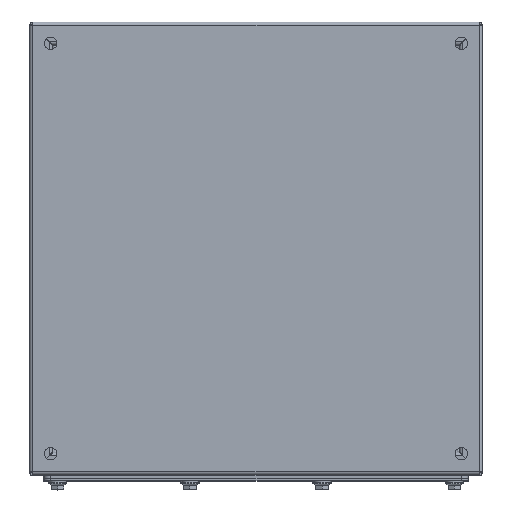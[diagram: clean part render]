
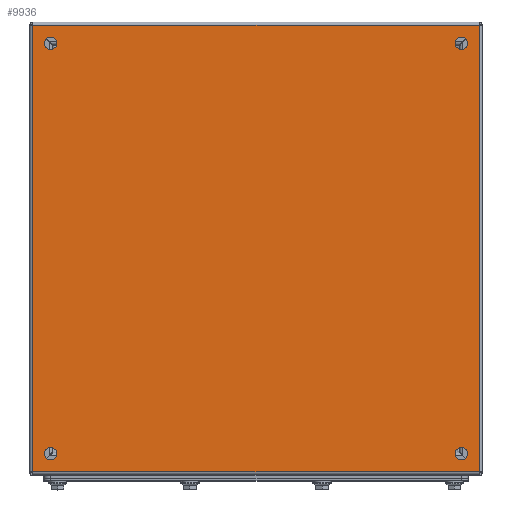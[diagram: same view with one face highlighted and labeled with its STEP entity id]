
A CAD part, top view. The second image highlights one B-rep face of the part: STEP entity #9936.
In plain terms, the highlighted planar face has unit normal (0, 0, 1).
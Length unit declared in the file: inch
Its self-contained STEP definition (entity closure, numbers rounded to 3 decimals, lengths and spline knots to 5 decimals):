
#259 = EDGE_CURVE ( 'NONE', #40410, #66569, #6633, .T. ) ;
#1110 = CARTESIAN_POINT ( 'NONE',  ( 18.90625, 0.625, 6.9175 ) ) ;
#1137 = EDGE_CURVE ( 'NONE', #95218, #95218, #68034, .T. ) ;
#2348 = FACE_BOUND ( 'NONE', #35214, .T. ) ;
#3353 = DIRECTION ( 'NONE',  ( -1., 0., 0. ) ) ;
#3445 = CIRCLE ( 'NONE', #91292, 0.21875 ) ;
#6607 = DIRECTION ( 'NONE',  ( 0., 0., -1. ) ) ;
#6633 = LINE ( 'NONE', #23256, #51692 ) ;
#8923 = CARTESIAN_POINT ( 'NONE',  ( 3.99588, 7.875, 6.9175 ) ) ;
#9936 = ADVANCED_FACE ( 'NONE', ( #42200, #2348, #97307, #71827, #73817 ), #79566, .F. ) ;
#10785 = CARTESIAN_POINT ( 'NONE',  ( 11.875, -0.00412, 6.9175 ) ) ;
#11649 = ORIENTED_EDGE ( 'NONE', *, *, #20442, .T. ) ;
#13059 = VERTEX_POINT ( 'NONE', #85892 ) ;
#13312 = CARTESIAN_POINT ( 'NONE',  ( 4.625, 15.125, 6.9175 ) ) ;
#15263 = EDGE_LOOP ( 'NONE', ( #11649 ) ) ;
#15285 = CARTESIAN_POINT ( 'NONE',  ( 19.75413, 7.875, 6.9175 ) ) ;
#15512 = DIRECTION ( 'NONE',  ( 1., 0., 0. ) ) ;
#15699 = CARTESIAN_POINT ( 'NONE',  ( 4.40625, 0.625, 6.9175 ) ) ;
#16103 = EDGE_CURVE ( 'NONE', #77811, #77811, #77396, .T. ) ;
#17203 = VERTEX_POINT ( 'NONE', #34245 ) ;
#18216 = VERTEX_POINT ( 'NONE', #1110 ) ;
#19261 = EDGE_LOOP ( 'NONE', ( #102615 ) ) ;
#20442 = EDGE_CURVE ( 'NONE', #18216, #18216, #27903, .T. ) ;
#22458 = EDGE_CURVE ( 'NONE', #17203, #17203, #3445, .T. ) ;
#22567 = DIRECTION ( 'NONE',  ( 0., 0., -1. ) ) ;
#23256 = CARTESIAN_POINT ( 'NONE',  ( 11.875, 15.75413, 6.9175 ) ) ;
#24632 = ORIENTED_EDGE ( 'NONE', *, *, #16103, .T. ) ;
#27166 = ORIENTED_EDGE ( 'NONE', *, *, #41300, .F. ) ;
#27821 = DIRECTION ( 'NONE',  ( -1., 0., 0. ) ) ;
#27903 = CIRCLE ( 'NONE', #89226, 0.21875 ) ;
#30866 = DIRECTION ( 'NONE',  ( -1., 0., 0. ) ) ;
#33361 = CARTESIAN_POINT ( 'NONE',  ( 19.125, 0.625, 6.9175 ) ) ;
#34245 = CARTESIAN_POINT ( 'NONE',  ( 4.40625, 15.125, 6.9175 ) ) ;
#35214 = EDGE_LOOP ( 'NONE', ( #96410 ) ) ;
#36980 = LINE ( 'NONE', #15285, #86659 ) ;
#39233 = DIRECTION ( 'NONE',  ( -1., 0., 0. ) ) ;
#40410 = VERTEX_POINT ( 'NONE', #79093 ) ;
#41300 = EDGE_CURVE ( 'NONE', #66569, #97295, #36980, .T. ) ;
#42005 = LINE ( 'NONE', #8923, #99866 ) ;
#42200 = FACE_BOUND ( 'NONE', #19261, .T. ) ;
#43241 = DIRECTION ( 'NONE',  ( 0., 0., -1. ) ) ;
#48100 = EDGE_LOOP ( 'NONE', ( #24632 ) ) ;
#51555 = CARTESIAN_POINT ( 'NONE',  ( 11.875, 7.875, 6.9175 ) ) ;
#51692 = VECTOR ( 'NONE', #15512, 39.37008 ) ;
#54310 = CARTESIAN_POINT ( 'NONE',  ( 19.75413, -0.00412, 6.9175 ) ) ;
#57621 = EDGE_LOOP ( 'NONE', ( #27166, #63010, #83248, #74351 ) ) ;
#58955 = LINE ( 'NONE', #10785, #61096 ) ;
#61096 = VECTOR ( 'NONE', #27821, 39.37008 ) ;
#62388 = DIRECTION ( 'NONE',  ( 0., -1., 0. ) ) ;
#63010 = ORIENTED_EDGE ( 'NONE', *, *, #259, .F. ) ;
#66569 = VERTEX_POINT ( 'NONE', #91571 ) ;
#68034 = CIRCLE ( 'NONE', #76270, 0.21875 ) ;
#71827 = FACE_BOUND ( 'NONE', #15263, .T. ) ;
#73817 = FACE_OUTER_BOUND ( 'NONE', #57621, .T. ) ;
#74351 = ORIENTED_EDGE ( 'NONE', *, *, #76913, .F. ) ;
#76270 = AXIS2_PLACEMENT_3D ( 'NONE', #101981, #85706, #95183 ) ;
#76913 = EDGE_CURVE ( 'NONE', #97295, #13059, #58955, .T. ) ;
#77396 = CIRCLE ( 'NONE', #100774, 0.21875 ) ;
#77811 = VERTEX_POINT ( 'NONE', #15699 ) ;
#77950 = CARTESIAN_POINT ( 'NONE',  ( 18.90625, 15.125, 6.9175 ) ) ;
#78641 = CARTESIAN_POINT ( 'NONE',  ( 4.625, 0.625, 6.9175 ) ) ;
#79093 = CARTESIAN_POINT ( 'NONE',  ( 3.99588, 15.75413, 6.9175 ) ) ;
#79566 = PLANE ( 'NONE',  #97635 ) ;
#80897 = DIRECTION ( 'NONE',  ( 0., 1., 0. ) ) ;
#83248 = ORIENTED_EDGE ( 'NONE', *, *, #96057, .F. ) ;
#85706 = DIRECTION ( 'NONE',  ( 0., 0., -1. ) ) ;
#85892 = CARTESIAN_POINT ( 'NONE',  ( 3.99588, -0.00412, 6.9175 ) ) ;
#86659 = VECTOR ( 'NONE', #62388, 39.37008 ) ;
#88360 = DIRECTION ( 'NONE',  ( -1., 0., 0. ) ) ;
#89226 = AXIS2_PLACEMENT_3D ( 'NONE', #33361, #96217, #88360 ) ;
#91292 = AXIS2_PLACEMENT_3D ( 'NONE', #13312, #22567, #30866 ) ;
#91571 = CARTESIAN_POINT ( 'NONE',  ( 19.75413, 15.75413, 6.9175 ) ) ;
#95183 = DIRECTION ( 'NONE',  ( -1., 0., 0. ) ) ;
#95218 = VERTEX_POINT ( 'NONE', #77950 ) ;
#96057 = EDGE_CURVE ( 'NONE', #13059, #40410, #42005, .T. ) ;
#96217 = DIRECTION ( 'NONE',  ( 0., 0., -1. ) ) ;
#96410 = ORIENTED_EDGE ( 'NONE', *, *, #1137, .T. ) ;
#97295 = VERTEX_POINT ( 'NONE', #54310 ) ;
#97307 = FACE_BOUND ( 'NONE', #48100, .T. ) ;
#97635 = AXIS2_PLACEMENT_3D ( 'NONE', #51555, #43241, #3353 ) ;
#99866 = VECTOR ( 'NONE', #80897, 39.37008 ) ;
#100774 = AXIS2_PLACEMENT_3D ( 'NONE', #78641, #6607, #39233 ) ;
#101981 = CARTESIAN_POINT ( 'NONE',  ( 19.125, 15.125, 6.9175 ) ) ;
#102615 = ORIENTED_EDGE ( 'NONE', *, *, #22458, .T. ) ;
